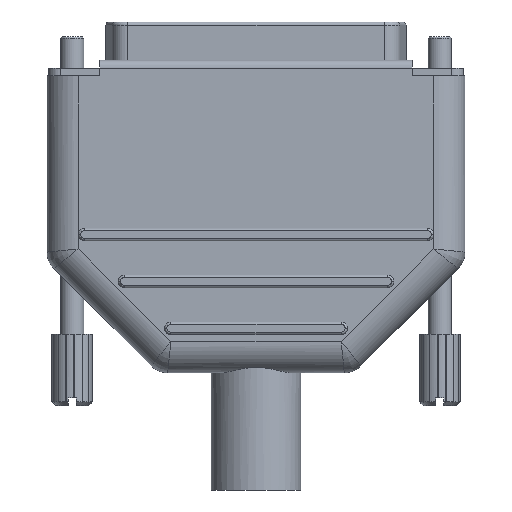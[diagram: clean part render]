
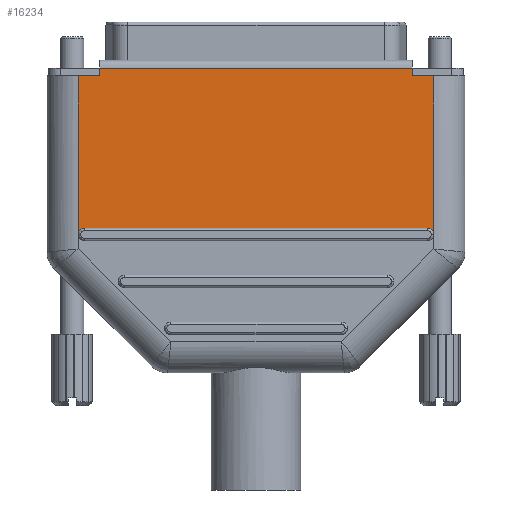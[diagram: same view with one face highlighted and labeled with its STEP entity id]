
A CAD part, front view. The second image highlights one B-rep face of the part: STEP entity #16234.
In plain terms, the highlighted planar face has unit normal (0, -1, 0).
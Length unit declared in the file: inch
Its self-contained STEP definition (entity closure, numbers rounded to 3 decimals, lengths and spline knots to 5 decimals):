
#63 = VERTEX_POINT ( 'NONE', #16797 ) ;
#90 = VERTEX_POINT ( 'NONE', #9077 ) ;
#195 = DIRECTION ( 'NONE',  ( -1., 0., 0. ) ) ;
#356 = CARTESIAN_POINT ( 'NONE',  ( -4.68829, 1.40029, 0.92619 ) ) ;
#479 = DIRECTION ( 'NONE',  ( 0., 0., -1. ) ) ;
#646 = CIRCLE ( 'NONE', #8841, 0.0311 ) ;
#816 = VECTOR ( 'NONE', #8774, 39.37008 ) ;
#989 = CARTESIAN_POINT ( 'NONE',  ( -4.79656, 1.40029, 0.34351 ) ) ;
#1010 = CARTESIAN_POINT ( 'NONE',  ( -3.90089, 1.40029, 0.15847 ) ) ;
#1324 = ORIENTED_EDGE ( 'NONE', *, *, #2118, .T. ) ;
#1460 = ORIENTED_EDGE ( 'NONE', *, *, #14573, .T. ) ;
#1733 = LINE ( 'NONE', #14755, #5349 ) ;
#1748 = EDGE_CURVE ( 'NONE', #2421, #16840, #16437, .T. ) ;
#2021 = DIRECTION ( 'NONE',  ( 0., 0., -1. ) ) ;
#2118 = EDGE_CURVE ( 'NONE', #16840, #11620, #8616, .T. ) ;
#2174 = DIRECTION ( 'NONE',  ( 0., 0., 1. ) ) ;
#2421 = VERTEX_POINT ( 'NONE', #7555 ) ;
#3037 = ORIENTED_EDGE ( 'NONE', *, *, #8596, .T. ) ;
#3043 = CARTESIAN_POINT ( 'NONE',  ( -3.90089, 1.40029, 0.34351 ) ) ;
#3373 = DIRECTION ( 'NONE',  ( 0., 0., 1. ) ) ;
#3444 = EDGE_CURVE ( 'NONE', #12962, #90, #16337, .T. ) ;
#3490 = CARTESIAN_POINT ( 'NONE',  ( -4.79656, 1.40029, 0.92619 ) ) ;
#3653 = VERTEX_POINT ( 'NONE', #11746 ) ;
#3657 = VERTEX_POINT ( 'NONE', #15652 ) ;
#3828 = LINE ( 'NONE', #1010, #5505 ) ;
#3909 = CIRCLE ( 'NONE', #8565, 0.0311 ) ;
#3921 = LINE ( 'NONE', #4005, #5004 ) ;
#4005 = CARTESIAN_POINT ( 'NONE',  ( -3.11349, 1.40029, 0.92619 ) ) ;
#4499 = LINE ( 'NONE', #4836, #8733 ) ;
#4551 = CARTESIAN_POINT ( 'NONE',  ( -4.68829, 1.40029, 0.92619 ) ) ;
#4836 = CARTESIAN_POINT ( 'NONE',  ( -3.00522, 1.40029, 0.34351 ) ) ;
#5004 = VECTOR ( 'NONE', #9469, 39.37008 ) ;
#5349 = VECTOR ( 'NONE', #195, 39.37008 ) ;
#5378 = ORIENTED_EDGE ( 'NONE', *, *, #1748, .T. ) ;
#5505 = VECTOR ( 'NONE', #7699, 39.37008 ) ;
#5751 = ORIENTED_EDGE ( 'NONE', *, *, #3444, .T. ) ;
#5776 = FACE_OUTER_BOUND ( 'NONE', #12601, .T. ) ;
#5943 = EDGE_CURVE ( 'NONE', #63, #16601, #3828, .T. ) ;
#6282 = CARTESIAN_POINT ( 'NONE',  ( -3.03632, 1.40029, 0.15847 ) ) ;
#6517 = EDGE_CURVE ( 'NONE', #90, #63, #3909, .T. ) ;
#7314 = DIRECTION ( 'NONE',  ( 0., 1., 0. ) ) ;
#7555 = CARTESIAN_POINT ( 'NONE',  ( -3.11349, 1.40029, 0.92619 ) ) ;
#7573 = CARTESIAN_POINT ( 'NONE',  ( -3.90089, 1.40029, 0.96556 ) ) ;
#7634 = VECTOR ( 'NONE', #13608, 39.37008 ) ;
#7699 = DIRECTION ( 'NONE',  ( 1., 0., 0. ) ) ;
#7835 = EDGE_CURVE ( 'NONE', #13218, #12962, #1733, .T. ) ;
#8565 = AXIS2_PLACEMENT_3D ( 'NONE', #15451, #11726, #12715 ) ;
#8596 = EDGE_CURVE ( 'NONE', #11620, #13218, #12209, .T. ) ;
#8616 = LINE ( 'NONE', #7573, #816 ) ;
#8733 = VECTOR ( 'NONE', #2174, 39.37008 ) ;
#8774 = DIRECTION ( 'NONE',  ( -1., 0., 0. ) ) ;
#8841 = AXIS2_PLACEMENT_3D ( 'NONE', #10036, #7314, #3373 ) ;
#9077 = CARTESIAN_POINT ( 'NONE',  ( -4.79656, 1.40029, 0.12737 ) ) ;
#9195 = VECTOR ( 'NONE', #10776, 39.37008 ) ;
#9465 = DIRECTION ( 'NONE',  ( 0., -1., 0. ) ) ;
#9469 = DIRECTION ( 'NONE',  ( -1., 0., 0. ) ) ;
#9717 = EDGE_CURVE ( 'NONE', #3657, #3653, #4499, .T. ) ;
#10036 = CARTESIAN_POINT ( 'NONE',  ( -3.03632, 1.40029, 0.12737 ) ) ;
#10776 = DIRECTION ( 'NONE',  ( 0., 0., -1. ) ) ;
#11013 = CARTESIAN_POINT ( 'NONE',  ( -3.11349, 1.40029, 1.00493 ) ) ;
#11620 = VERTEX_POINT ( 'NONE', #13143 ) ;
#11726 = DIRECTION ( 'NONE',  ( 0., 1., 0. ) ) ;
#11746 = CARTESIAN_POINT ( 'NONE',  ( -3.00522, 1.40029, 0.92619 ) ) ;
#12209 = LINE ( 'NONE', #356, #9195 ) ;
#12558 = CARTESIAN_POINT ( 'NONE',  ( -3.11349, 1.40029, 0.96556 ) ) ;
#12601 = EDGE_LOOP ( 'NONE', ( #15220, #1460, #5378, #1324, #3037, #16862, #5751, #14247, #14923, #16696 ) ) ;
#12715 = DIRECTION ( 'NONE',  ( 0., 0., 1. ) ) ;
#12962 = VERTEX_POINT ( 'NONE', #3490 ) ;
#13143 = CARTESIAN_POINT ( 'NONE',  ( -4.68829, 1.40029, 0.96556 ) ) ;
#13218 = VERTEX_POINT ( 'NONE', #4551 ) ;
#13460 = AXIS2_PLACEMENT_3D ( 'NONE', #3043, #9465, #479 ) ;
#13608 = DIRECTION ( 'NONE',  ( 0., 0., 1. ) ) ;
#14247 = ORIENTED_EDGE ( 'NONE', *, *, #6517, .T. ) ;
#14573 = EDGE_CURVE ( 'NONE', #3653, #2421, #3921, .T. ) ;
#14755 = CARTESIAN_POINT ( 'NONE',  ( -3.11349, 1.40029, 0.92619 ) ) ;
#14868 = PLANE ( 'NONE',  #13460 ) ;
#14923 = ORIENTED_EDGE ( 'NONE', *, *, #5943, .T. ) ;
#15220 = ORIENTED_EDGE ( 'NONE', *, *, #9717, .T. ) ;
#15451 = CARTESIAN_POINT ( 'NONE',  ( -4.76546, 1.40029, 0.12737 ) ) ;
#15652 = CARTESIAN_POINT ( 'NONE',  ( -3.00522, 1.40029, 0.12737 ) ) ;
#16234 = ADVANCED_FACE ( 'NONE', ( #5776 ), #14868, .T. ) ;
#16337 = LINE ( 'NONE', #989, #16375 ) ;
#16375 = VECTOR ( 'NONE', #2021, 39.37008 ) ;
#16437 = LINE ( 'NONE', #11013, #7634 ) ;
#16454 = EDGE_CURVE ( 'NONE', #16601, #3657, #646, .T. ) ;
#16601 = VERTEX_POINT ( 'NONE', #6282 ) ;
#16696 = ORIENTED_EDGE ( 'NONE', *, *, #16454, .T. ) ;
#16797 = CARTESIAN_POINT ( 'NONE',  ( -4.76546, 1.40029, 0.15847 ) ) ;
#16840 = VERTEX_POINT ( 'NONE', #12558 ) ;
#16862 = ORIENTED_EDGE ( 'NONE', *, *, #7835, .T. ) ;
